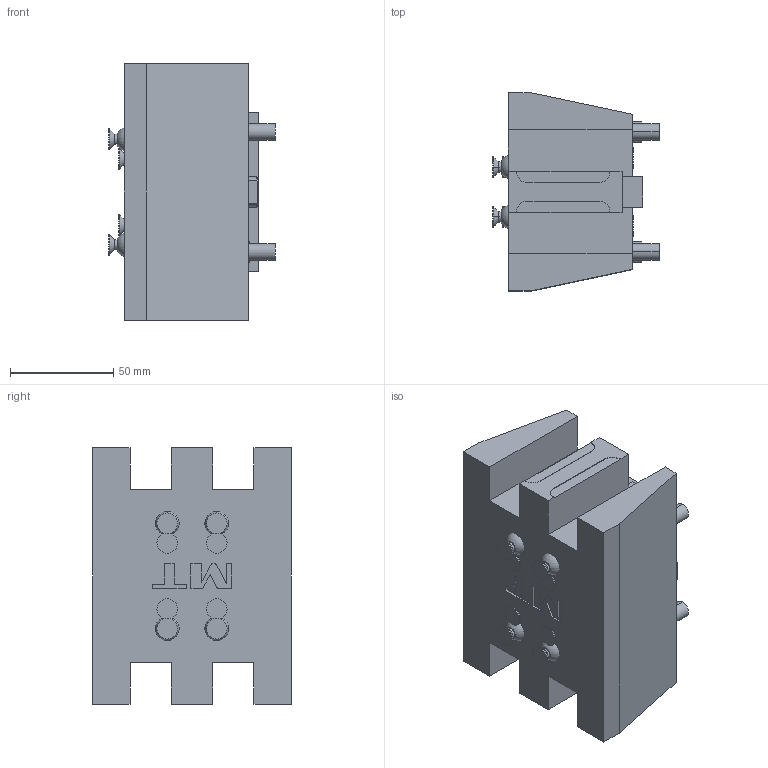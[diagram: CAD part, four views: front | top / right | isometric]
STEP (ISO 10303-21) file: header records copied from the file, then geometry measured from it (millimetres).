
FILE_DESCRIPTION((''),'2;1');
FILE_NAME('DWO3732010_CONF','2026-03-04T10:01:13',('fpalella'),('M.T. srl'),'CREO PARAMETRIC BY PTC INC, 2023352','CREO PARAMETRIC BY PTC INC, 2023352','');
FILE_SCHEMA(('CONFIG_CONTROL_DESIGN'));
Length unit declared in the file: millimetre
Products named in the file (1): DWO3732010_CONF
Bounding box: 80.55 x 96 x 124 mm (x, y, z)
Volume: 560729.9 mm3; surface area: 57195.4 mm2
Topology: 1 solids, 1 shells, 173 faces, 423 edges, 278 vertices
Faces by surface type: plane 99, cylinder 44, cone 20, torus 4, sphere 4, extrusion 2
Entity records: 5143 total; most frequent: CARTESIAN_POINT 914, DIRECTION 883, ORIENTED_EDGE 846, EDGE_CURVE 423, AXIS2_PLACEMENT_3D 299, VECTOR 285, LINE 283, VERTEX_POINT 278
